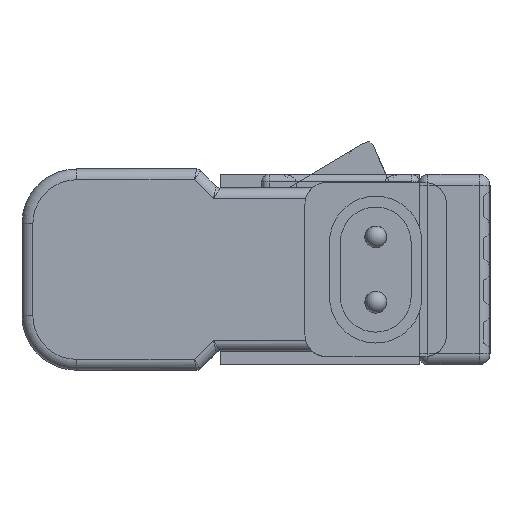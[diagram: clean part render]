
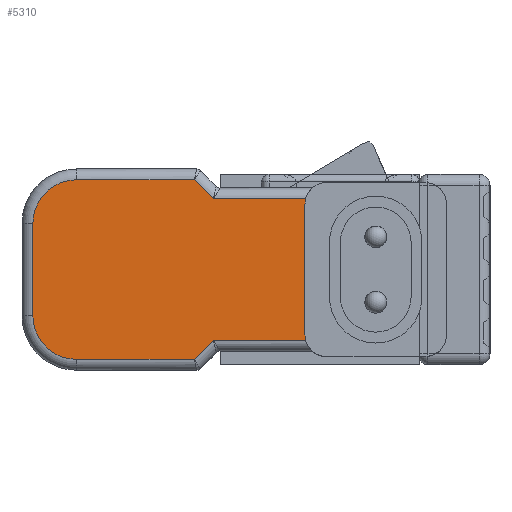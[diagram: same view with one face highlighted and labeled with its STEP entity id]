
A CAD part, left-side view. The second image highlights one B-rep face of the part: STEP entity #5310.
In plain terms, the highlighted planar face has unit normal (-1, 0, 0).
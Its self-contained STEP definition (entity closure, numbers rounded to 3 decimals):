
#75 = DIRECTION ( 'NONE',  ( 0., 0., 1. ) ) ;
#155 = VERTEX_POINT ( 'NONE', #6538 ) ;
#207 = ORIENTED_EDGE ( 'NONE', *, *, #7944, .T. ) ;
#337 = CARTESIAN_POINT ( 'NONE',  ( -246.5, 17., -6. ) ) ;
#380 = EDGE_CURVE ( 'NONE', #2783, #155, #8235, .T. ) ;
#495 = ORIENTED_EDGE ( 'NONE', *, *, #1657, .T. ) ;
#652 = DIRECTION ( 'NONE',  ( 0., 1., 0. ) ) ;
#664 = CARTESIAN_POINT ( 'NONE',  ( -246.5, 0., -6.5 ) ) ;
#862 = VECTOR ( 'NONE', #4354, 1000. ) ;
#894 = CARTESIAN_POINT ( 'NONE',  ( -246.5, 0., 6.5 ) ) ;
#918 = CARTESIAN_POINT ( 'NONE',  ( -246.5, 17., 8. ) ) ;
#921 = VERTEX_POINT ( 'NONE', #5454 ) ;
#928 = ORIENTED_EDGE ( 'NONE', *, *, #7659, .T. ) ;
#1657 = EDGE_CURVE ( 'NONE', #8753, #2074, #3525, .T. ) ;
#1722 = LINE ( 'NONE', #8980, #6616 ) ;
#1843 = CARTESIAN_POINT ( 'NONE',  ( -246.5, 15., -6. ) ) ;
#1850 = EDGE_CURVE ( 'NONE', #6889, #4651, #1999, .T. ) ;
#1873 = VECTOR ( 'NONE', #4814, 1000. ) ;
#1956 = CARTESIAN_POINT ( 'NONE',  ( -246.5, 38., -4.25 ) ) ;
#1999 = LINE ( 'NONE', #2805, #7107 ) ;
#2074 = VERTEX_POINT ( 'NONE', #337 ) ;
#2270 = ORIENTED_EDGE ( 'NONE', *, *, #6109, .T. ) ;
#2548 = DIRECTION ( 'NONE',  ( 0., 0., 1. ) ) ;
#2663 = CARTESIAN_POINT ( 'NONE',  ( -246.5, 42., 4.25 ) ) ;
#2673 = DIRECTION ( 'NONE',  ( 0., 0., 1. ) ) ;
#2723 = CIRCLE ( 'NONE', #6307, 4. ) ;
#2783 = VERTEX_POINT ( 'NONE', #8841 ) ;
#2805 = CARTESIAN_POINT ( 'NONE',  ( -246.5, 26.75, -8.25 ) ) ;
#2939 = EDGE_CURVE ( 'NONE', #921, #8753, #5771, .T. ) ;
#3078 = DIRECTION ( 'NONE',  ( -1., 0., 0. ) ) ;
#3225 = ORIENTED_EDGE ( 'NONE', *, *, #1850, .T. ) ;
#3370 = CIRCLE ( 'NONE', #8721, 4. ) ;
#3446 = CARTESIAN_POINT ( 'NONE',  ( -246.5, 42., 0. ) ) ;
#3489 = DIRECTION ( 'NONE',  ( 0., -1., 0. ) ) ;
#3525 = CIRCLE ( 'NONE', #4353, 2. ) ;
#3628 = EDGE_CURVE ( 'NONE', #5996, #2074, #4051, .T. ) ;
#3676 = CIRCLE ( 'NONE', #3680, 2. ) ;
#3680 = AXIS2_PLACEMENT_3D ( 'NONE', #7894, #3742, #8599 ) ;
#3742 = DIRECTION ( 'NONE',  ( 1., 0., 0. ) ) ;
#4051 = LINE ( 'NONE', #918, #7296 ) ;
#4057 = DIRECTION ( 'NONE',  ( 0., -0.707, 0.707 ) ) ;
#4172 = EDGE_CURVE ( 'NONE', #5275, #2783, #6213, .T. ) ;
#4227 = VECTOR ( 'NONE', #7605, 1000. ) ;
#4251 = DIRECTION ( 'NONE',  ( -1., 0., 0. ) ) ;
#4353 = AXIS2_PLACEMENT_3D ( 'NONE', #1843, #6712, #2548 ) ;
#4354 = DIRECTION ( 'NONE',  ( 0., 1., 0. ) ) ;
#4418 = CARTESIAN_POINT ( 'NONE',  ( -246.5, 38., -8.25 ) ) ;
#4651 = VERTEX_POINT ( 'NONE', #7699 ) ;
#4724 = ORIENTED_EDGE ( 'NONE', *, *, #3628, .F. ) ;
#4814 = DIRECTION ( 'NONE',  ( 0., -1., 0. ) ) ;
#4825 = CARTESIAN_POINT ( 'NONE',  ( -246.5, 42., -4.25 ) ) ;
#4975 = EDGE_CURVE ( 'NONE', #5049, #6889, #3370, .T. ) ;
#4981 = EDGE_LOOP ( 'NONE', ( #6072, #495, #4724, #207, #5366, #6822, #2270, #7357, #928, #5773, #3225, #7019 ) ) ;
#5049 = VERTEX_POINT ( 'NONE', #4825 ) ;
#5116 = CARTESIAN_POINT ( 'NONE',  ( -246.5, 0., 0. ) ) ;
#5169 = VECTOR ( 'NONE', #7952, 1000. ) ;
#5275 = VERTEX_POINT ( 'NONE', #6515 ) ;
#5310 = ADVANCED_FACE ( 'NONE', ( #7696 ), #6551, .T. ) ;
#5366 = ORIENTED_EDGE ( 'NONE', *, *, #4172, .T. ) ;
#5454 = CARTESIAN_POINT ( 'NONE',  ( -246.5, 25.414, -6.5 ) ) ;
#5771 = LINE ( 'NONE', #664, #1873 ) ;
#5773 = ORIENTED_EDGE ( 'NONE', *, *, #4975, .T. ) ;
#5996 = VERTEX_POINT ( 'NONE', #8136 ) ;
#6072 = ORIENTED_EDGE ( 'NONE', *, *, #2939, .T. ) ;
#6109 = EDGE_CURVE ( 'NONE', #155, #6247, #1722, .T. ) ;
#6213 = LINE ( 'NONE', #894, #862 ) ;
#6231 = EDGE_CURVE ( 'NONE', #6247, #8207, #2723, .T. ) ;
#6247 = VERTEX_POINT ( 'NONE', #6345 ) ;
#6307 = AXIS2_PLACEMENT_3D ( 'NONE', #8421, #4251, #75 ) ;
#6345 = CARTESIAN_POINT ( 'NONE',  ( -246.5, 38., 8.25 ) ) ;
#6515 = CARTESIAN_POINT ( 'NONE',  ( -246.5, 16.936, 6.5 ) ) ;
#6538 = CARTESIAN_POINT ( 'NONE',  ( -246.5, 27.164, 8.25 ) ) ;
#6551 = PLANE ( 'NONE',  #6991 ) ;
#6616 = VECTOR ( 'NONE', #652, 1000. ) ;
#6712 = DIRECTION ( 'NONE',  ( 1., 0., 0. ) ) ;
#6746 = CARTESIAN_POINT ( 'NONE',  ( -246.5, 27.457, 8.543 ) ) ;
#6822 = ORIENTED_EDGE ( 'NONE', *, *, #380, .T. ) ;
#6827 = DIRECTION ( 'NONE',  ( -1., 0., 0. ) ) ;
#6889 = VERTEX_POINT ( 'NONE', #4418 ) ;
#6991 = AXIS2_PLACEMENT_3D ( 'NONE', #5116, #3078, #7934 ) ;
#7019 = ORIENTED_EDGE ( 'NONE', *, *, #8204, .T. ) ;
#7048 = VECTOR ( 'NONE', #4057, 1000. ) ;
#7107 = VECTOR ( 'NONE', #3489, 1000. ) ;
#7296 = VECTOR ( 'NONE', #8580, 1000. ) ;
#7357 = ORIENTED_EDGE ( 'NONE', *, *, #6231, .T. ) ;
#7605 = DIRECTION ( 'NONE',  ( 0., 0., -1. ) ) ;
#7659 = EDGE_CURVE ( 'NONE', #8207, #5049, #7920, .T. ) ;
#7696 = FACE_OUTER_BOUND ( 'NONE', #4981, .T. ) ;
#7699 = CARTESIAN_POINT ( 'NONE',  ( -246.5, 27.164, -8.25 ) ) ;
#7894 = CARTESIAN_POINT ( 'NONE',  ( -246.5, 15., 6. ) ) ;
#7920 = LINE ( 'NONE', #3446, #4227 ) ;
#7934 = DIRECTION ( 'NONE',  ( 0., 0., 1. ) ) ;
#7944 = EDGE_CURVE ( 'NONE', #5996, #5275, #3676, .T. ) ;
#7952 = DIRECTION ( 'NONE',  ( 0., 0.707, 0.707 ) ) ;
#8136 = CARTESIAN_POINT ( 'NONE',  ( -246.5, 17., 6. ) ) ;
#8204 = EDGE_CURVE ( 'NONE', #4651, #921, #8676, .T. ) ;
#8207 = VERTEX_POINT ( 'NONE', #2663 ) ;
#8209 = CARTESIAN_POINT ( 'NONE',  ( -246.5, 25.707, -6.793 ) ) ;
#8235 = LINE ( 'NONE', #6746, #5169 ) ;
#8421 = CARTESIAN_POINT ( 'NONE',  ( -246.5, 38., 4.25 ) ) ;
#8580 = DIRECTION ( 'NONE',  ( 0., 0., -1. ) ) ;
#8599 = DIRECTION ( 'NONE',  ( 0., 0., 1. ) ) ;
#8676 = LINE ( 'NONE', #8209, #7048 ) ;
#8721 = AXIS2_PLACEMENT_3D ( 'NONE', #1956, #6827, #2673 ) ;
#8753 = VERTEX_POINT ( 'NONE', #8898 ) ;
#8841 = CARTESIAN_POINT ( 'NONE',  ( -246.5, 25.414, 6.5 ) ) ;
#8898 = CARTESIAN_POINT ( 'NONE',  ( -246.5, 16.936, -6.5 ) ) ;
#8980 = CARTESIAN_POINT ( 'NONE',  ( -246.5, 38., 8.25 ) ) ;
